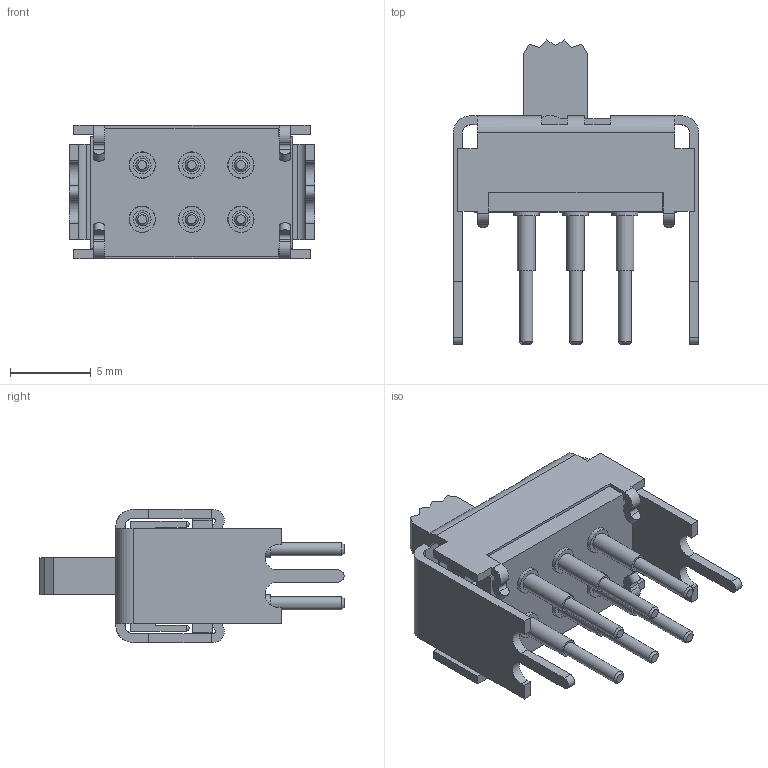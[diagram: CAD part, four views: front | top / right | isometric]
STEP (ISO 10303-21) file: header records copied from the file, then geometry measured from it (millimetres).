
FILE_DESCRIPTION(/* description */ (''),/* implementation_level */ '2;1');
FILE_NAME(/* name */ 'GS-113 PC Mount_Model.stp',/* time_stamp */ '2023-11-03T14:14:12-04:00',/* author */ ('dwiltbank'),/* organization */ (''),/* preprocessor_version */ 'ST-DEVELOPER v19.2',/* originating_system */ 'Autodesk Inventor 2024',/* authorisation */ '');
FILE_SCHEMA (('AUTOMOTIVE_DESIGN { 1 0 10303 214 3 1 1 }'));
Length unit declared in the file: inch
Products named in the file (1): GS-113 PC Mount_Simplify_1
Bounding box: 15.16 x 18.78 x 8.23 mm (x, y, z)
Volume: 472.4 mm3; surface area: 1639.3 mm2
Topology: 1 solids, 1 shells, 402 faces, 1145 edges, 742 vertices
Faces by surface type: plane 260, cylinder 122, sphere 14, cone 6
Full cylindrical faces by diameter (mm): 0.813 x6, 1.092 x6, 1.524 x4, 1.6 x6, 1.626 x6, 2.032 x6
Entity records: 13514 total; most frequent: CARTESIAN_POINT 2298, ORIENTED_EDGE 2258, DIRECTION 2217, EDGE_CURVE 1129, LINE 839, VECTOR 839, VERTEX_POINT 742, AXIS2_PLACEMENT_3D 689
